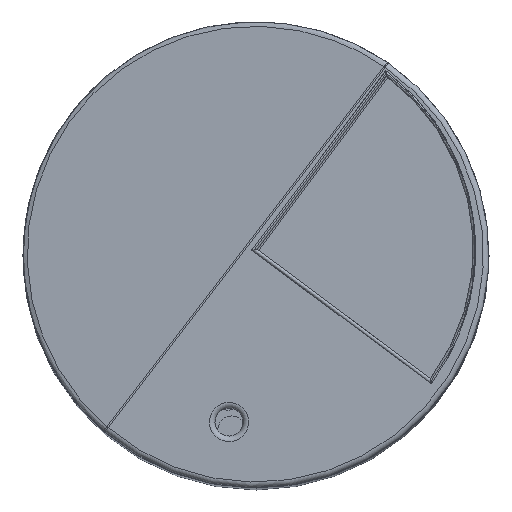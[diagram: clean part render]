
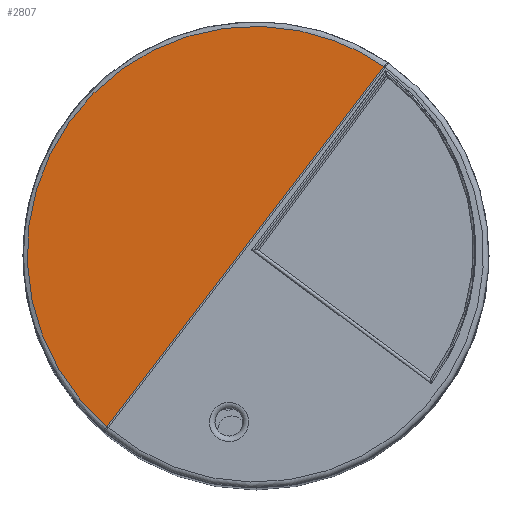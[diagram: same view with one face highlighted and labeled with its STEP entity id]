
A CAD part, top view. The second image highlights one B-rep face of the part: STEP entity #2807.
In plain terms, the highlighted face is planar.
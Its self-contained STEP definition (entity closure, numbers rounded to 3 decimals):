
#23=ELLIPSE('',#3262,128.261,122.);
#80=PLANE('',#3261);
#843=ORIENTED_EDGE('',*,*,#1204,.T.);
#844=ORIENTED_EDGE('',*,*,#1205,.T.);
#1204=EDGE_CURVE('',#1497,#1498,#1537,.F.);
#1205=EDGE_CURVE('',#1498,#1497,#23,.F.);
#1497=VERTEX_POINT('',#4834);
#1498=VERTEX_POINT('',#4835);
#1537=LINE('',#4833,#1563);
#1563=VECTOR('',#4058,1000.);
#2032=EDGE_LOOP('',(#843,#844));
#2521=FACE_BOUND('',#2032,.T.);
#2807=ADVANCED_FACE('',(#2521),#80,.F.);
#3261=AXIS2_PLACEMENT_3D('',#4832,#4056,#4057);
#3262=AXIS2_PLACEMENT_3D('',#4836,#4059,#4060);
#4056=DIRECTION('',(-0.309,0.,-0.951));
#4057=DIRECTION('',(-0.951,0.,0.309));
#4058=DIRECTION('',(0.,1.,0.));
#4059=DIRECTION('',(-0.309,0.,-0.951));
#4060=DIRECTION('',(0.951,0.,-0.309));
#4832=CARTESIAN_POINT('',(29.998,0.,92.456));
#4833=CARTESIAN_POINT('',(7.198,0.,99.854));
#4834=CARTESIAN_POINT('',(7.198,121.839,99.854));
#4835=CARTESIAN_POINT('',(7.198,-121.839,99.854));
#4836=CARTESIAN_POINT('',(0.926,0.,101.889));
